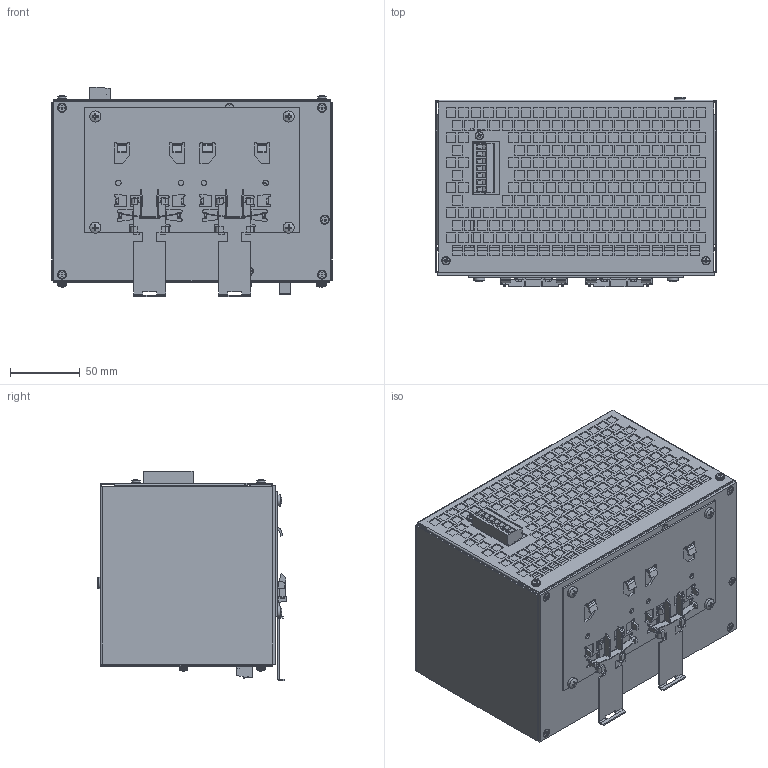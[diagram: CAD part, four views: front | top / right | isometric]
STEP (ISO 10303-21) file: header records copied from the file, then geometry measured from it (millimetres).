
FILE_DESCRIPTION(/* description */ (''),/* implementation_level */ '2;1');
FILE_NAME(/* name */ 'DCP2 2440_20220909.stp',/* time_stamp */ '2022-09-09T13:08:33+02:00',/* author */ ('rsj'),/* organization */ (''),/* preprocessor_version */ 'ST-DEVELOPER v18.1',/* originating_system */ 'Autodesk Inventor 2022',/* authorisation */ '');
FILE_SCHEMA (('AUTOMOTIVE_DESIGN { 1 0 10303 214 3 1 1 }'));
Products named in the file (1): Part85
Bounding box: 202 x 136.2 x 150.8 mm (x, y, z)
Volume: 3381552.4 mm3; surface area: 452721.5 mm2
Topology: 49 solids, 49 shells, 4897 faces, 13034 edges, 8386 vertices
Faces by surface type: plane 4027, cylinder 667, cone 107, bspline 42, torus 32, sphere 22
Full cylindrical faces by diameter (mm): 0.434 x1, 0.457 x3, 0.609 x1, 1.2 x2, 1.25 x2, 1.4 x9, 1.6 x2, 1.7 x12, 2.5 x43, 2.8 x14, 2.9 x2, 3 x15, 3.2 x12, 3.4 x10, 3.5 x8, 3.6 x4, 3.783 x7, 4 x18, 4.2 x2, 4.5 x4, 5.2 x1, 5.5 x8, 6 x14, 6.3 x1, 6.4 x1, 6.5 x1, 8 x5
Entity records: 159417 total; most frequent: CARTESIAN_POINT 29706, ORIENTED_EDGE 26046, DIRECTION 24299, EDGE_CURVE 13023, LINE 11035, VECTOR 11035, VERTEX_POINT 8385, AXIS2_PLACEMENT_3D 6632
